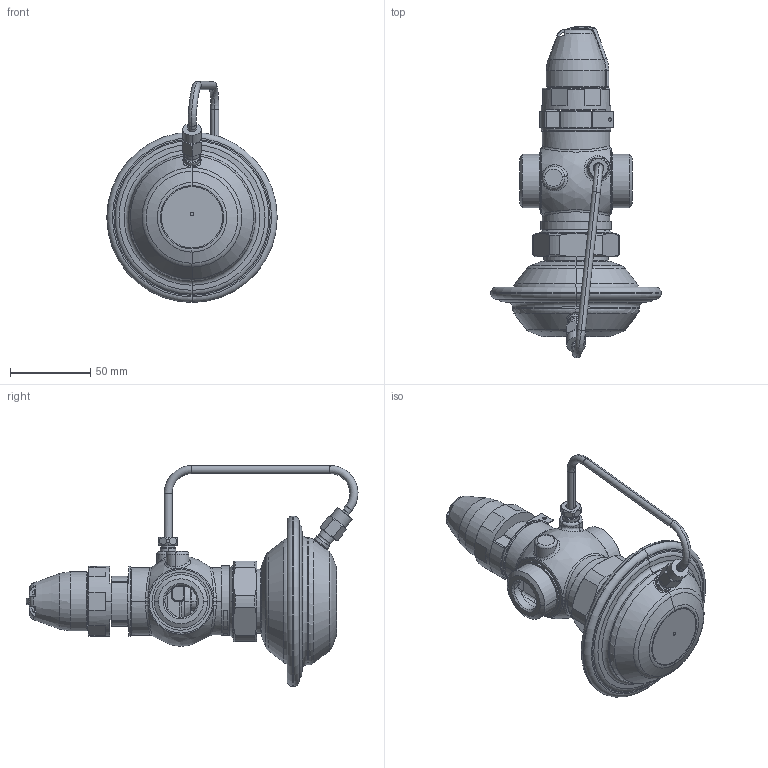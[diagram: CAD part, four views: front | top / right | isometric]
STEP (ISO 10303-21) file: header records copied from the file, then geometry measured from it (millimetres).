
FILE_DESCRIPTION((''),'2;1');
FILE_NAME('003H6738','2014-12-03T',('u258099'),('Danfoss'),'PRO/ENGINEER BY PARAMETRIC TECHNOLOGY CORPORATION, 2014000','PRO/ENGINEER BY PARAMETRIC TECHNOLOGY CORPORATION, 2014000','');
FILE_SCHEMA(('CONFIG_CONTROL_DESIGN'));
Products named in the file (1): 003H6738
Bounding box: 106 x 206.55 x 137.5 mm (x, y, z)
Volume: 197632.3 mm3; surface area: 125047.7 mm2
Topology: 3 solids, 3 shells, 1036 faces, 2445 edges, 1483 vertices
Faces by surface type: cylinder 333, plane 243, cone 170, bspline 155, torus 133, sphere 2
Entity records: 44524 total; most frequent: CARTESIAN_POINT 21407, ORIENTED_EDGE 4878, DIRECTION 4840, EDGE_CURVE 2439, AXIS2_PLACEMENT_3D 2041, VERTEX_POINT 1482, CIRCLE 1160, EDGE_LOOP 1135
